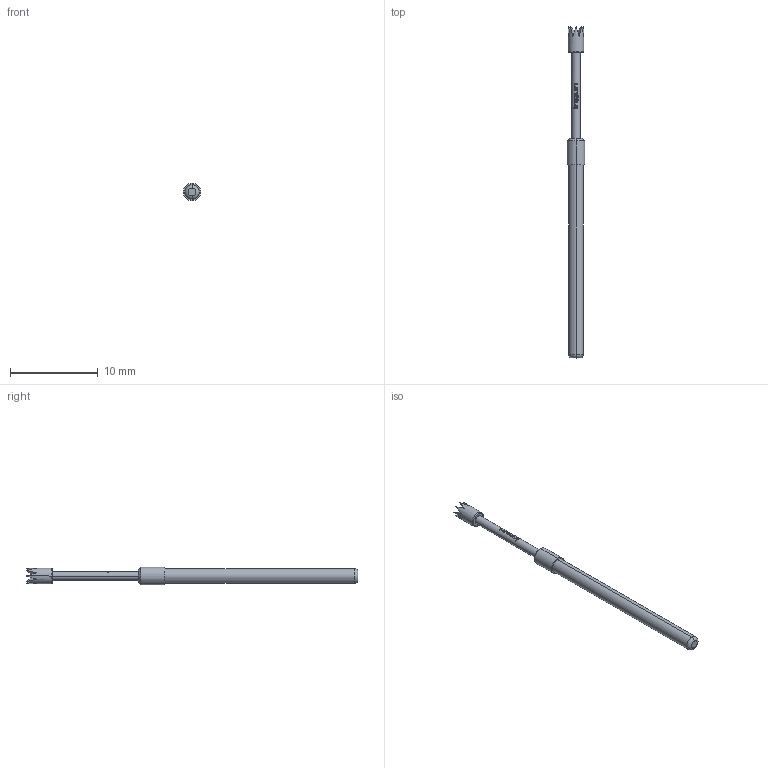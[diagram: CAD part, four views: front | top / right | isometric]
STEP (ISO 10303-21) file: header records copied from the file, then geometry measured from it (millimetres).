
FILE_DESCRIPTION (( 'STEP AP203' ), '1' );
FILE_NAME ('INGUN_GKS-412_288_180_A_xx03.STEP', '2020-09-14T14:14:23', ( '' ), ( '' ), 'SwSTEP 2.0', 'SolidWorks 2018', '' );
FILE_SCHEMA (( 'CONFIG_CONTROL_DESIGN' ));
Length unit declared in the file: millimetre
Products named in the file (1): INGUN_GKS-412_288_180_A_xx03
Bounding box: 2 x 37.8 x 2 mm (x, y, z)
Volume: 69.6 mm3; surface area: 193.2 mm2
Topology: 1 solids, 1 shells, 105 faces, 258 edges, 165 vertices
Faces by surface type: plane 61, bspline 22, cylinder 14, cone 4, torus 4
Entity records: 4087 total; most frequent: CARTESIAN_POINT 1993, ORIENTED_EDGE 516, EDGE_CURVE 258, DIRECTION 252, B_SPLINE_CURVE_WITH_KNOTS 186, VERTEX_POINT 165, EDGE_LOOP 115, AXIS2_PLACEMENT_3D 112
